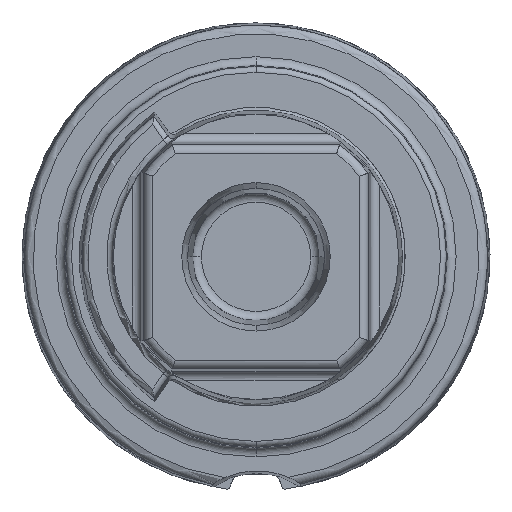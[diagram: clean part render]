
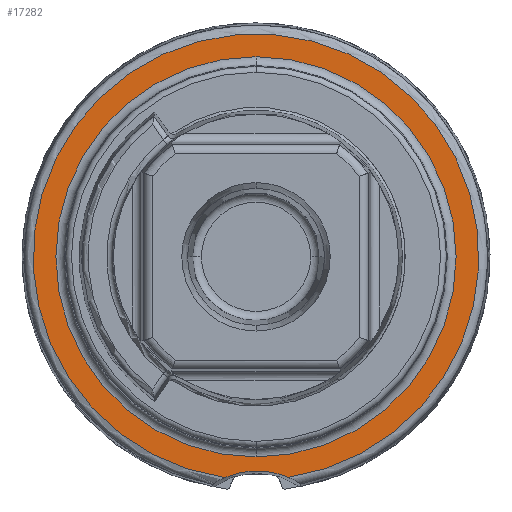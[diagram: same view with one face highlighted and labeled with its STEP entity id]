
A CAD part, front view. The second image highlights one B-rep face of the part: STEP entity #17282.
In plain terms, the highlighted planar face has unit normal (0, -1, 0).
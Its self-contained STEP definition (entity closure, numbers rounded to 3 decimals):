
#5895=CARTESIAN_POINT('',(-1.054,15.4,
-7.492));
#5954=CARTESIAN_POINT('',(0.,15.4,
0.));
#5955=DIRECTION('',(0.,1.,0.));
#5956=DIRECTION('',(-0.139,0.,-0.99));
#5957=AXIS2_PLACEMENT_3D('',#5954,#5955,#5956);
#5959=CARTESIAN_POINT('',(0.028,15.4,-9.966));
#5960=DIRECTION('',(0.,-1.,0.));
#5961=DIRECTION('',(0.396,0.,0.918));
#5962=AXIS2_PLACEMENT_3D('',#5959,#5960,#5961);
#5964=CARTESIAN_POINT('',(0.,15.4,0.));
#5965=DIRECTION('',(0.,-1.,0.));
#5966=DIRECTION('',(0.,0.,1.));
#5967=AXIS2_PLACEMENT_3D('',#5964,#5965,#5966);
#5969=CARTESIAN_POINT('',(0.,15.4,0.));
#5970=DIRECTION('',(0.,-1.,0.));
#5971=DIRECTION('',(0.,0.,-1.));
#5972=AXIS2_PLACEMENT_3D('',#5969,#5970,#5971);
#8810=VERTEX_POINT('',#5895);
#8811=CARTESIAN_POINT('',(1.096,15.4,-7.486));
#8812=VERTEX_POINT('',#8811);
#8813=CARTESIAN_POINT('',(0.,15.4,6.795));
#8814=CARTESIAN_POINT('',(0.,15.4,-6.795));
#8815=VERTEX_POINT('',#8813);
#8816=VERTEX_POINT('',#8814);
#17267=CARTESIAN_POINT('',(0.,15.4,0.037));
#17268=DIRECTION('',(0.,1.,0.));
#17269=DIRECTION('',(0.,0.,-1.));
#17270=AXIS2_PLACEMENT_3D('',#17267,#17268,#17269);
#17271=PLANE('',#17270);
#17272=ORIENTED_EDGE('',*,*,#17261,.T.);
#17273=ORIENTED_EDGE('',*,*,#17219,.T.);
#17274=EDGE_LOOP('',(#17272,#17273));
#17275=FACE_OUTER_BOUND('',#17274,.F.);
#17277=ORIENTED_EDGE('',*,*,#17276,.T.);
#17279=ORIENTED_EDGE('',*,*,#17278,.T.);
#17280=EDGE_LOOP('',(#17277,#17279));
#17281=FACE_BOUND('',#17280,.F.);
#5958=CIRCLE('',#5957,7.566);
#5963=CIRCLE('',#5962,2.7);
#5968=CIRCLE('',#5967,6.795);
#5973=CIRCLE('',#5972,6.795);
#17219=EDGE_CURVE('',#8812,#8810,#5963,.T.);
#17261=EDGE_CURVE('',#8810,#8812,#5958,.T.);
#17276=EDGE_CURVE('',#8815,#8816,#5968,.T.);
#17278=EDGE_CURVE('',#8816,#8815,#5973,.T.);
#17282=ADVANCED_FACE('',(#17275,#17281),#17271,.F.);
